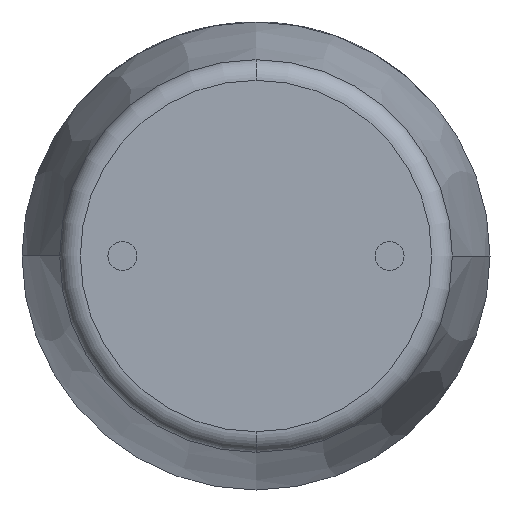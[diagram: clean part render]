
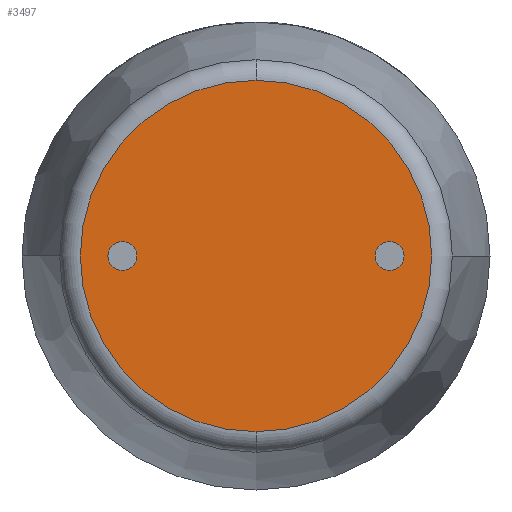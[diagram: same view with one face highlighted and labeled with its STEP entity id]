
A CAD part, front view. The second image highlights one B-rep face of the part: STEP entity #3497.
In plain terms, the highlighted planar face has unit normal (0, -1, 0).
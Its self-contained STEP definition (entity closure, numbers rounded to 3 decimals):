
#23 = CARTESIAN_POINT ( 'NONE',  ( 0., 0., -3.341 ) ) ;
#49 = DIRECTION ( 'NONE',  ( 0., -1., 0. ) ) ;
#96 = FACE_OUTER_BOUND ( 'NONE', #2322, .T. ) ;
#209 = ORIENTED_EDGE ( 'NONE', *, *, #1987, .T. ) ;
#351 = CIRCLE ( 'NONE', #3543, 0.275 ) ;
#511 = CARTESIAN_POINT ( 'NONE',  ( 2.54, 0., -0.275 ) ) ;
#544 = CIRCLE ( 'NONE', #2021, 0.275 ) ;
#628 = VERTEX_POINT ( 'NONE', #1201 ) ;
#638 = DIRECTION ( 'NONE',  ( 0., -1., 0. ) ) ;
#649 = DIRECTION ( 'NONE',  ( 0., 0., -1. ) ) ;
#760 = VERTEX_POINT ( 'NONE', #3433 ) ;
#762 = CARTESIAN_POINT ( 'NONE',  ( 0., 0., 0. ) ) ;
#772 = CIRCLE ( 'NONE', #2620, 3.341 ) ;
#795 = DIRECTION ( 'NONE',  ( 0., 0., 1. ) ) ;
#821 = EDGE_LOOP ( 'NONE', ( #1866, #3704 ) ) ;
#842 = CARTESIAN_POINT ( 'NONE',  ( 0., 0., 0. ) ) ;
#925 = CARTESIAN_POINT ( 'NONE',  ( 0., 0., 3.341 ) ) ;
#1011 = AXIS2_PLACEMENT_3D ( 'NONE', #842, #2224, #1334 ) ;
#1067 = CARTESIAN_POINT ( 'NONE',  ( 2.54, 0., 0.275 ) ) ;
#1129 = EDGE_CURVE ( 'NONE', #628, #760, #544, .T. ) ;
#1201 = CARTESIAN_POINT ( 'NONE',  ( -2.54, 0., 0.275 ) ) ;
#1293 = CARTESIAN_POINT ( 'NONE',  ( -2.54, 0., 0. ) ) ;
#1330 = DIRECTION ( 'NONE',  ( 0., -1., 0. ) ) ;
#1334 = DIRECTION ( 'NONE',  ( 0., 0., 1. ) ) ;
#1340 = CIRCLE ( 'NONE', #1979, 0.275 ) ;
#1396 = EDGE_CURVE ( 'NONE', #1507, #1973, #3025, .T. ) ;
#1507 = VERTEX_POINT ( 'NONE', #1067 ) ;
#1601 = AXIS2_PLACEMENT_3D ( 'NONE', #762, #3318, #795 ) ;
#1734 = EDGE_CURVE ( 'NONE', #1973, #1507, #351, .T. ) ;
#1775 = CARTESIAN_POINT ( 'NONE',  ( 2.54, 0., 0. ) ) ;
#1795 = FACE_BOUND ( 'NONE', #3609, .T. ) ;
#1866 = ORIENTED_EDGE ( 'NONE', *, *, #1396, .T. ) ;
#1973 = VERTEX_POINT ( 'NONE', #511 ) ;
#1979 = AXIS2_PLACEMENT_3D ( 'NONE', #3186, #49, #2070 ) ;
#1987 = EDGE_CURVE ( 'NONE', #2212, #2481, #2530, .T. ) ;
#2021 = AXIS2_PLACEMENT_3D ( 'NONE', #1293, #1330, #3340 ) ;
#2063 = DIRECTION ( 'NONE',  ( 0., 1., 0. ) ) ;
#2070 = DIRECTION ( 'NONE',  ( 0., 0., 1. ) ) ;
#2180 = EDGE_CURVE ( 'NONE', #2481, #2212, #772, .T. ) ;
#2212 = VERTEX_POINT ( 'NONE', #925 ) ;
#2224 = DIRECTION ( 'NONE',  ( 0., 1., 0. ) ) ;
#2260 = PLANE ( 'NONE',  #1011 ) ;
#2313 = ORIENTED_EDGE ( 'NONE', *, *, #3210, .F. ) ;
#2322 = EDGE_LOOP ( 'NONE', ( #2810, #209 ) ) ;
#2353 = DIRECTION ( 'NONE',  ( 0., 1., 0. ) ) ;
#2481 = VERTEX_POINT ( 'NONE', #23 ) ;
#2530 = CIRCLE ( 'NONE', #1601, 3.341 ) ;
#2620 = AXIS2_PLACEMENT_3D ( 'NONE', #2917, #638, #3190 ) ;
#2637 = DIRECTION ( 'NONE',  ( 0., 0., -1. ) ) ;
#2766 = ORIENTED_EDGE ( 'NONE', *, *, #1129, .F. ) ;
#2810 = ORIENTED_EDGE ( 'NONE', *, *, #2180, .T. ) ;
#2873 = FACE_BOUND ( 'NONE', #821, .T. ) ;
#2917 = CARTESIAN_POINT ( 'NONE',  ( 0., 0., 0. ) ) ;
#3025 = CIRCLE ( 'NONE', #3056, 0.275 ) ;
#3056 = AXIS2_PLACEMENT_3D ( 'NONE', #1775, #2353, #649 ) ;
#3186 = CARTESIAN_POINT ( 'NONE',  ( -2.54, 0., 0. ) ) ;
#3190 = DIRECTION ( 'NONE',  ( 0., 0., 1. ) ) ;
#3210 = EDGE_CURVE ( 'NONE', #760, #628, #1340, .T. ) ;
#3318 = DIRECTION ( 'NONE',  ( 0., -1., 0. ) ) ;
#3340 = DIRECTION ( 'NONE',  ( 0., 0., 1. ) ) ;
#3433 = CARTESIAN_POINT ( 'NONE',  ( -2.54, 0., -0.275 ) ) ;
#3497 = ADVANCED_FACE ( 'NONE', ( #96, #2873, #1795 ), #2260, .F. ) ;
#3513 = CARTESIAN_POINT ( 'NONE',  ( 2.54, 0., 0. ) ) ;
#3543 = AXIS2_PLACEMENT_3D ( 'NONE', #3513, #2063, #2637 ) ;
#3609 = EDGE_LOOP ( 'NONE', ( #2766, #2313 ) ) ;
#3704 = ORIENTED_EDGE ( 'NONE', *, *, #1734, .T. ) ;
